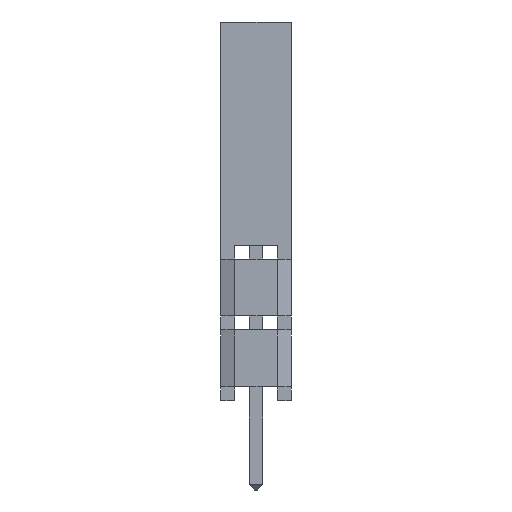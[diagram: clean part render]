
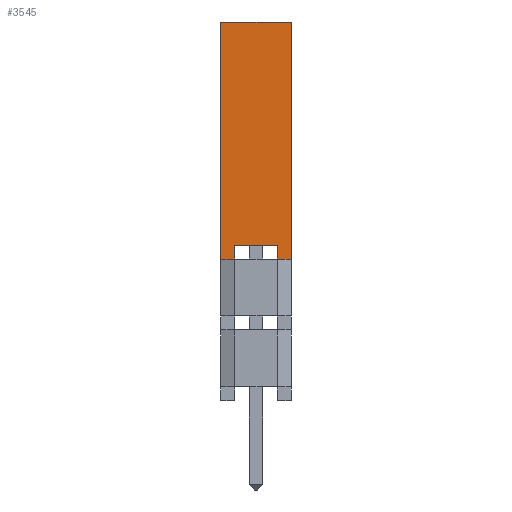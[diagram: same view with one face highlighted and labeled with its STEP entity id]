
A CAD part, left-side view. The second image highlights one B-rep face of the part: STEP entity #3545.
In plain terms, the highlighted planar face has unit normal (-1, 0, 0).
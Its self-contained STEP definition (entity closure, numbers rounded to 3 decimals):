
#1792 = VERTEX_POINT('',#1793);
#1793 = CARTESIAN_POINT('',(-1.27,-0.77,5.08));
#1838 = VERTEX_POINT('',#1839);
#1839 = CARTESIAN_POINT('',(-1.27,-1.27,5.08));
#1845 = EDGE_CURVE('',#1838,#1846,#1848,.T.);
#1846 = VERTEX_POINT('',#1847);
#1847 = CARTESIAN_POINT('',(-1.27,-1.27,13.58));
#1848 = LINE('',#1849,#1850);
#1849 = CARTESIAN_POINT('',(-1.27,-1.27,5.08));
#1850 = VECTOR('',#1851,1.);
#1851 = DIRECTION('',(0.,0.,1.));
#2207 = VERTEX_POINT('',#2208);
#2208 = CARTESIAN_POINT('',(-1.27,0.77,5.08));
#2270 = VERTEX_POINT('',#2271);
#2271 = CARTESIAN_POINT('',(-1.27,1.27,5.08));
#2277 = EDGE_CURVE('',#2270,#2278,#2280,.T.);
#2278 = VERTEX_POINT('',#2279);
#2279 = CARTESIAN_POINT('',(-1.27,1.27,13.58));
#2280 = LINE('',#2281,#2282);
#2281 = CARTESIAN_POINT('',(-1.27,1.27,5.08));
#2282 = VECTOR('',#2283,1.);
#2283 = DIRECTION('',(0.,0.,1.));
#3505 = EDGE_CURVE('',#1838,#1792,#3506,.T.);
#3506 = LINE('',#3507,#3508);
#3507 = CARTESIAN_POINT('',(-1.27,-1.27,5.08));
#3508 = VECTOR('',#3509,1.);
#3509 = DIRECTION('',(0.,1.,0.));
#3545 = ADVANCED_FACE('',(#3546),#3585,.F.);
#3546 = FACE_BOUND('',#3547,.F.);
#3547 = EDGE_LOOP('',(#3548,#3554,#3555,#3556,#3564,#3572,#3578,#3584));
#3548 = ORIENTED_EDGE('',*,*,#3549,.F.);
#3549 = EDGE_CURVE('',#1846,#2278,#3550,.T.);
#3550 = LINE('',#3551,#3552);
#3551 = CARTESIAN_POINT('',(-1.27,-1.27,13.58));
#3552 = VECTOR('',#3553,1.);
#3553 = DIRECTION('',(0.,1.,0.));
#3554 = ORIENTED_EDGE('',*,*,#1845,.F.);
#3555 = ORIENTED_EDGE('',*,*,#3505,.T.);
#3556 = ORIENTED_EDGE('',*,*,#3557,.T.);
#3557 = EDGE_CURVE('',#1792,#3558,#3560,.T.);
#3558 = VERTEX_POINT('',#3559);
#3559 = CARTESIAN_POINT('',(-1.27,-0.77,5.58));
#3560 = LINE('',#3561,#3562);
#3561 = CARTESIAN_POINT('',(-1.27,-0.77,5.08));
#3562 = VECTOR('',#3563,1.);
#3563 = DIRECTION('',(0.,0.,1.));
#3564 = ORIENTED_EDGE('',*,*,#3565,.T.);
#3565 = EDGE_CURVE('',#3558,#3566,#3568,.T.);
#3566 = VERTEX_POINT('',#3567);
#3567 = CARTESIAN_POINT('',(-1.27,0.77,5.58));
#3568 = LINE('',#3569,#3570);
#3569 = CARTESIAN_POINT('',(-1.27,-0.77,5.58));
#3570 = VECTOR('',#3571,1.);
#3571 = DIRECTION('',(0.,1.,0.));
#3572 = ORIENTED_EDGE('',*,*,#3573,.F.);
#3573 = EDGE_CURVE('',#2207,#3566,#3574,.T.);
#3574 = LINE('',#3575,#3576);
#3575 = CARTESIAN_POINT('',(-1.27,0.77,5.08));
#3576 = VECTOR('',#3577,1.);
#3577 = DIRECTION('',(0.,0.,1.));
#3578 = ORIENTED_EDGE('',*,*,#3579,.T.);
#3579 = EDGE_CURVE('',#2207,#2270,#3580,.T.);
#3580 = LINE('',#3581,#3582);
#3581 = CARTESIAN_POINT('',(-1.27,-1.27,5.08));
#3582 = VECTOR('',#3583,1.);
#3583 = DIRECTION('',(0.,1.,0.));
#3584 = ORIENTED_EDGE('',*,*,#2277,.T.);
#3585 = PLANE('',#3586);
#3586 = AXIS2_PLACEMENT_3D('',#3587,#3588,#3589);
#3587 = CARTESIAN_POINT('',(-1.27,-1.27,5.08));
#3588 = DIRECTION('',(1.,0.,0.));
#3589 = DIRECTION('',(0.,0.,1.));
